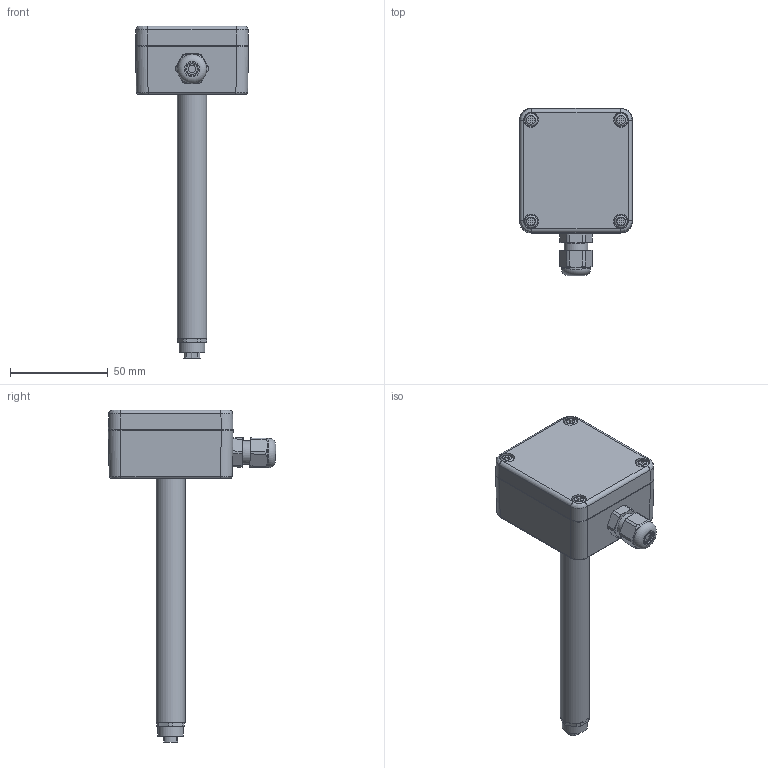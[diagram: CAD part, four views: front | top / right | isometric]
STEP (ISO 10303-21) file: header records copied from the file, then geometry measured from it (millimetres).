
FILE_DESCRIPTION(/* description */ (''),/* implementation_level */ '2;1');
FILE_NAME(/* name */ 'Si-xxxK1xx.step',/* time_stamp */ '2021-07-29T13:52:14+02:00',/* author */ (''),/* organization */ (''),/* preprocessor_version */ 'ST-DEVELOPER v18.1',/* originating_system */ 'Autodesk Translation Framework v10.9.0.1377',/* authorisation */ '');
FILE_SCHEMA (('AUTOMOTIVE_DESIGN { 1 0 10303 214 3 1 1 }'));
Length unit declared in the file: millimetre
Products named in the file (7): Si-xxxK1xx; G201_D; wieko; sruba_M4; M12_dlawnica; Tuleja_K1; E2-xx
Assembly tree (9 placements, depth 3):
  Si-xxxK1xx
    G201_D
      wieko
      sruba_M4  x4
    M12_dlawnica
    Tuleja_K1
      E2-xx
Bounding box: 57.89 x 85.74 x 170 mm (x, y, z)
Volume: 69386.8 mm3; surface area: 47200.5 mm2
Topology: 9 solids, 9 shells, 516 faces, 1240 edges, 780 vertices
Faces by surface type: plane 233, cylinder 119, cone 94, torus 34, bspline 32, sphere 4
Full cylindrical faces by diameter (mm): 1.2 x7, 3.242 x6, 3.5 x4, 4 x5, 4.3 x2, 4.4 x2, 4.5 x4, 4.871 x2, 4.9 x4, 5.5 x1, 6.5 x4, 7.5 x4, 8 x1, 8.4 x2, 9.957 x1, 11 x1, 12 x5, 13 x1, 15 x2
Entity records: 15538 total; most frequent: CARTESIAN_POINT 4505, DIRECTION 2396, ORIENTED_EDGE 2176, EDGE_CURVE 1088, AXIS2_PLACEMENT_3D 918, VERTEX_POINT 690, LINE 560, VECTOR 560
